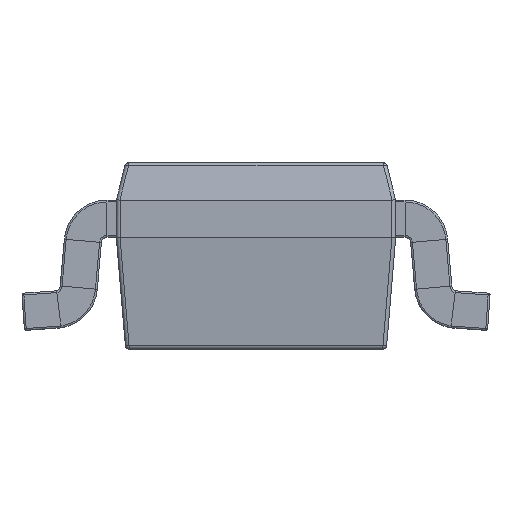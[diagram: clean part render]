
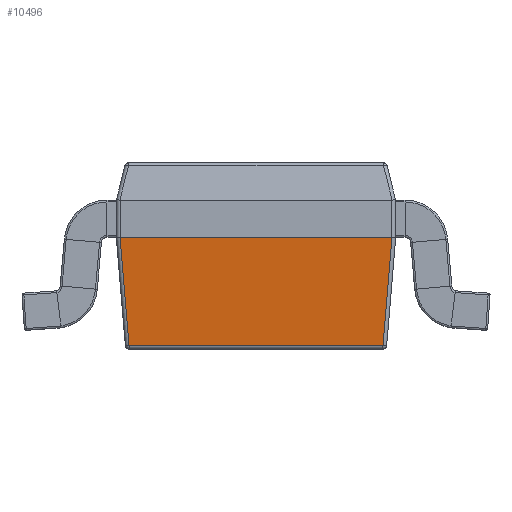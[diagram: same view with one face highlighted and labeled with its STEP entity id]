
A CAD part, left-side view. The second image highlights one B-rep face of the part: STEP entity #10496.
In plain terms, the highlighted planar face has unit normal (-0.997, 0, -0.083).
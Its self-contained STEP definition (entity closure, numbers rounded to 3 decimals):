
#495 = EDGE_CURVE ( 'NONE', #9226, #17879, #21062, .T. ) ;
#665 = VECTOR ( 'NONE', #21513, 1000. ) ;
#824 = CARTESIAN_POINT ( 'NONE',  ( -1.5, 0.73, 0.702 ) ) ;
#1149 = LINE ( 'NONE', #824, #665 ) ;
#1709 = VERTEX_POINT ( 'NONE', #10928 ) ;
#3064 = LINE ( 'NONE', #23080, #17886 ) ;
#4404 = CARTESIAN_POINT ( 'NONE',  ( -1.5, 0.75, 0.7 ) ) ;
#5358 = DIRECTION ( 'NONE',  ( 0., -1., 0. ) ) ;
#6633 = FACE_OUTER_BOUND ( 'NONE', #26032, .T. ) ;
#6982 = PLANE ( 'NONE',  #19223 ) ;
#7208 = VERTEX_POINT ( 'NONE', #13712 ) ;
#7222 = ORIENTED_EDGE ( 'NONE', *, *, #495, .F. ) ;
#7482 = VECTOR ( 'NONE', #19026, 1000. ) ;
#7865 = CARTESIAN_POINT ( 'NONE',  ( -1.5, 0.75, 0.7 ) ) ;
#8811 = DIRECTION ( 'NONE',  ( 0., -1., 0. ) ) ;
#9226 = VERTEX_POINT ( 'NONE', #20540 ) ;
#9380 = LINE ( 'NONE', #16804, #7482 ) ;
#9452 = CARTESIAN_POINT ( 'NONE',  ( -1.452, 0.682, 0.118 ) ) ;
#10130 = VERTEX_POINT ( 'NONE', #25469 ) ;
#10496 = ADVANCED_FACE ( 'NONE', ( #6633 ), #6982, .F. ) ;
#10928 = CARTESIAN_POINT ( 'NONE',  ( -1.5, -0.73, 0.7 ) ) ;
#11377 = EDGE_CURVE ( 'NONE', #28975, #10130, #29888, .T. ) ;
#13095 = EDGE_CURVE ( 'NONE', #7208, #9226, #3064, .T. ) ;
#13712 = CARTESIAN_POINT ( 'NONE',  ( -1.5, 0.73, 0.7 ) ) ;
#14221 = EDGE_CURVE ( 'NONE', #7208, #28975, #1149, .T. ) ;
#14511 = DIRECTION ( 'NONE',  ( 0.997, 0., 0.083 ) ) ;
#15229 = VECTOR ( 'NONE', #5358, 1000. ) ;
#16337 = DIRECTION ( 'NONE',  ( -0.083, -0.083, 0.993 ) ) ;
#16804 = CARTESIAN_POINT ( 'NONE',  ( -1.5, 0.75, 0.7 ) ) ;
#17879 = VERTEX_POINT ( 'NONE', #23764 ) ;
#17886 = VECTOR ( 'NONE', #20348, 1000. ) ;
#19026 = DIRECTION ( 'NONE',  ( 0., -1., 0. ) ) ;
#19027 = VECTOR ( 'NONE', #8811, 1000. ) ;
#19223 = AXIS2_PLACEMENT_3D ( 'NONE', #4404, #14511, #19973 ) ;
#19540 = ORIENTED_EDGE ( 'NONE', *, *, #11377, .T. ) ;
#19611 = EDGE_CURVE ( 'NONE', #17879, #1709, #9380, .T. ) ;
#19973 = DIRECTION ( 'NONE',  ( 0., -1., 0. ) ) ;
#20348 = DIRECTION ( 'NONE',  ( 0., -1., 0. ) ) ;
#20540 = CARTESIAN_POINT ( 'NONE',  ( -1.5, 0.73, 0.7 ) ) ;
#20811 = ORIENTED_EDGE ( 'NONE', *, *, #13095, .F. ) ;
#21062 = LINE ( 'NONE', #7865, #15229 ) ;
#21292 = CARTESIAN_POINT ( 'NONE',  ( -1.49, -0.72, 0.578 ) ) ;
#21513 = DIRECTION ( 'NONE',  ( 0.083, -0.083, -0.993 ) ) ;
#22758 = ORIENTED_EDGE ( 'NONE', *, *, #26815, .T. ) ;
#23080 = CARTESIAN_POINT ( 'NONE',  ( -1.5, 0.75, 0.7 ) ) ;
#23764 = CARTESIAN_POINT ( 'NONE',  ( -1.5, -0.73, 0.7 ) ) ;
#25469 = CARTESIAN_POINT ( 'NONE',  ( -1.452, -0.682, 0.118 ) ) ;
#26032 = EDGE_LOOP ( 'NONE', ( #20811, #26845, #19540, #22758, #28630, #7222 ) ) ;
#26815 = EDGE_CURVE ( 'NONE', #10130, #1709, #29331, .T. ) ;
#26845 = ORIENTED_EDGE ( 'NONE', *, *, #14221, .T. ) ;
#27380 = VECTOR ( 'NONE', #16337, 1000. ) ;
#28630 = ORIENTED_EDGE ( 'NONE', *, *, #19611, .F. ) ;
#28975 = VERTEX_POINT ( 'NONE', #9452 ) ;
#29331 = LINE ( 'NONE', #21292, #27380 ) ;
#29888 = LINE ( 'NONE', #31938, #19027 ) ;
#31938 = CARTESIAN_POINT ( 'NONE',  ( -1.452, -0.7, 0.118 ) ) ;
